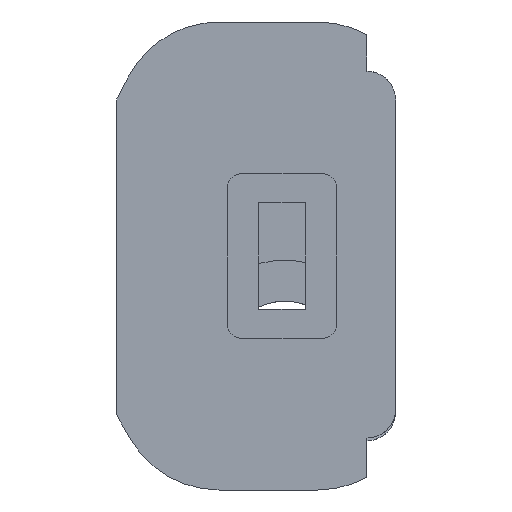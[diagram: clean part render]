
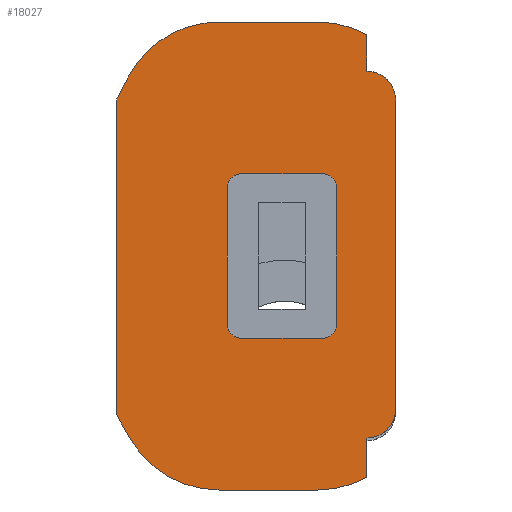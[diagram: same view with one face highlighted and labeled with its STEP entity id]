
A CAD part, left-side view. The second image highlights one B-rep face of the part: STEP entity #18027.
In plain terms, the highlighted planar face has unit normal (-1, 0, 0).
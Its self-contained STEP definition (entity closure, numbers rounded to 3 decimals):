
#2181=FACE_BOUND('',#3489,.T.);
#2280=CIRCLE('',#19056,1.);
#2281=CIRCLE('',#19059,1.);
#2285=CIRCLE('',#19088,2.1);
#2301=CIRCLE('',#19112,7.5);
#2302=CIRCLE('',#19114,7.5);
#2303=CIRCLE('',#19116,7.5);
#2304=CIRCLE('',#19119,7.5);
#2305=CIRCLE('',#19124,2.1);
#2306=CIRCLE('',#19125,1.);
#2307=CIRCLE('',#19126,1.);
#2480=FACE_OUTER_BOUND('',#3488,.T.);
#3488=EDGE_LOOP('',(#12565,#12566,#12567,#12568,#12569,#12570,#12571,#12572,
#12573,#12574,#12575,#12576,#12577,#12578));
#3489=EDGE_LOOP('',(#12579,#12580,#12581,#12582,#12583,#12584,#12585,#12586));
#4635=LINE('',#22308,#5964);
#4638=LINE('',#22316,#5967);
#4677=LINE('',#22414,#6006);
#4697=LINE('',#22491,#6026);
#4700=LINE('',#22500,#6029);
#4703=LINE('',#22504,#6032);
#4704=LINE('',#22506,#6033);
#4705=LINE('',#22508,#6034);
#4706=LINE('',#22509,#6035);
#4707=LINE('',#22512,#6036);
#4708=LINE('',#22514,#6037);
#4709=LINE('',#22518,#6038);
#5964=VECTOR('',#19881,10.);
#5967=VECTOR('',#19890,10.);
#6006=VECTOR('',#19987,10.);
#6026=VECTOR('',#20063,10.);
#6029=VECTOR('',#20072,10.);
#6032=VECTOR('',#20077,10.);
#6033=VECTOR('',#20080,10.);
#6034=VECTOR('',#20083,10.);
#6035=VECTOR('',#20084,10.);
#6036=VECTOR('',#20087,10.);
#6037=VECTOR('',#20088,10.);
#6038=VECTOR('',#20091,10.);
#7296=VERTEX_POINT('',#22300);
#7297=VERTEX_POINT('',#22302);
#7298=VERTEX_POINT('',#22306);
#7299=VERTEX_POINT('',#22310);
#7300=VERTEX_POINT('',#22314);
#7328=VERTEX_POINT('',#22406);
#7329=VERTEX_POINT('',#22408);
#7330=VERTEX_POINT('',#22412);
#7353=VERTEX_POINT('',#22471);
#7354=VERTEX_POINT('',#22473);
#7355=VERTEX_POINT('',#22477);
#7356=VERTEX_POINT('',#22479);
#7357=VERTEX_POINT('',#22483);
#7358=VERTEX_POINT('',#22485);
#7359=VERTEX_POINT('',#22489);
#7360=VERTEX_POINT('',#22493);
#7361=VERTEX_POINT('',#22495);
#7362=VERTEX_POINT('',#22499);
#7363=VERTEX_POINT('',#22510);
#7364=VERTEX_POINT('',#22513);
#7365=VERTEX_POINT('',#22515);
#7366=VERTEX_POINT('',#22517);
#9293=EDGE_CURVE('',#7297,#7296,#2280,.T.);
#9296=EDGE_CURVE('',#7296,#7298,#4635,.T.);
#9298=EDGE_CURVE('',#7298,#7299,#2281,.T.);
#9300=EDGE_CURVE('',#7299,#7300,#4638,.T.);
#9346=EDGE_CURVE('',#7328,#7329,#2285,.T.);
#9349=EDGE_CURVE('',#7328,#7330,#4677,.T.);
#9379=EDGE_CURVE('',#7353,#7354,#2301,.T.);
#9381=EDGE_CURVE('',#7356,#7355,#2302,.T.);
#9384=EDGE_CURVE('',#7358,#7357,#2303,.T.);
#9387=EDGE_CURVE('',#7357,#7359,#4697,.T.);
#9389=EDGE_CURVE('',#7361,#7360,#2304,.T.);
#9391=EDGE_CURVE('',#7362,#7361,#4700,.T.);
#9394=EDGE_CURVE('',#7355,#7329,#4703,.T.);
#9395=EDGE_CURVE('',#7354,#7358,#4704,.T.);
#9396=EDGE_CURVE('',#7362,#7359,#4705,.T.);
#9397=EDGE_CURVE('',#7356,#7360,#4706,.T.);
#9398=EDGE_CURVE('',#7363,#7330,#2305,.T.);
#9399=EDGE_CURVE('',#7363,#7353,#4707,.T.);
#9400=EDGE_CURVE('',#7364,#7297,#4708,.T.);
#9401=EDGE_CURVE('',#7300,#7365,#2306,.T.);
#9402=EDGE_CURVE('',#7365,#7366,#4709,.T.);
#9403=EDGE_CURVE('',#7366,#7364,#2307,.T.);
#12565=ORIENTED_EDGE('',*,*,#9379,.T.);
#12566=ORIENTED_EDGE('',*,*,#9395,.T.);
#12567=ORIENTED_EDGE('',*,*,#9384,.T.);
#12568=ORIENTED_EDGE('',*,*,#9387,.T.);
#12569=ORIENTED_EDGE('',*,*,#9396,.F.);
#12570=ORIENTED_EDGE('',*,*,#9391,.T.);
#12571=ORIENTED_EDGE('',*,*,#9389,.T.);
#12572=ORIENTED_EDGE('',*,*,#9397,.F.);
#12573=ORIENTED_EDGE('',*,*,#9381,.T.);
#12574=ORIENTED_EDGE('',*,*,#9394,.T.);
#12575=ORIENTED_EDGE('',*,*,#9346,.F.);
#12576=ORIENTED_EDGE('',*,*,#9349,.T.);
#12577=ORIENTED_EDGE('',*,*,#9398,.F.);
#12578=ORIENTED_EDGE('',*,*,#9399,.T.);
#12579=ORIENTED_EDGE('',*,*,#9400,.T.);
#12580=ORIENTED_EDGE('',*,*,#9293,.T.);
#12581=ORIENTED_EDGE('',*,*,#9296,.T.);
#12582=ORIENTED_EDGE('',*,*,#9298,.T.);
#12583=ORIENTED_EDGE('',*,*,#9300,.T.);
#12584=ORIENTED_EDGE('',*,*,#9401,.T.);
#12585=ORIENTED_EDGE('',*,*,#9402,.T.);
#12586=ORIENTED_EDGE('',*,*,#9403,.T.);
#17753=PLANE('',#19123);
#18027=ADVANCED_FACE('',(#2480,#2181),#17753,.T.);
#19056=AXIS2_PLACEMENT_3D('',#22303,#19875,#19876);
#19059=AXIS2_PLACEMENT_3D('',#22312,#19885,#19886);
#19088=AXIS2_PLACEMENT_3D('',#22409,#19981,#19982);
#19112=AXIS2_PLACEMENT_3D('',#22475,#20046,#20047);
#19114=AXIS2_PLACEMENT_3D('',#22480,#20051,#20052);
#19116=AXIS2_PLACEMENT_3D('',#22486,#20057,#20058);
#19119=AXIS2_PLACEMENT_3D('',#22496,#20067,#20068);
#19123=AXIS2_PLACEMENT_3D('',#22507,#20081,#20082);
#19124=AXIS2_PLACEMENT_3D('',#22511,#20085,#20086);
#19125=AXIS2_PLACEMENT_3D('',#22516,#20089,#20090);
#19126=AXIS2_PLACEMENT_3D('',#22519,#20092,#20093);
#19875=DIRECTION('center_axis',(1.,0.,0.));
#19876=DIRECTION('ref_axis',(0.,0.,-1.));
#19881=DIRECTION('',(0.,1.,0.));
#19885=DIRECTION('center_axis',(1.,0.,0.));
#19886=DIRECTION('ref_axis',(0.,1.,0.));
#19890=DIRECTION('',(0.,0.,1.));
#19981=DIRECTION('center_axis',(1.,0.,0.));
#19982=DIRECTION('ref_axis',(0.,-0.707,-0.707));
#19987=DIRECTION('',(0.,0.,1.));
#20046=DIRECTION('center_axis',(-1.,0.,0.));
#20047=DIRECTION('ref_axis',(0.,-1.,0.));
#20051=DIRECTION('center_axis',(-1.,0.,0.));
#20052=DIRECTION('ref_axis',(0.,0.,-1.));
#20057=DIRECTION('center_axis',(-1.,0.,0.));
#20058=DIRECTION('ref_axis',(0.,0.,1.));
#20063=DIRECTION('',(0.,0.454,-0.891));
#20067=DIRECTION('center_axis',(-1.,0.,0.));
#20068=DIRECTION('ref_axis',(0.,1.,0.));
#20072=DIRECTION('',(0.,-0.498,-0.867));
#20077=DIRECTION('',(0.,0.,1.));
#20080=DIRECTION('',(0.,1.,0.));
#20081=DIRECTION('center_axis',(-1.,0.,0.));
#20082=DIRECTION('ref_axis',(0.,0.,1.));
#20083=DIRECTION('',(0.,0.,1.));
#20084=DIRECTION('',(0.,1.,0.));
#20085=DIRECTION('center_axis',(1.,0.,0.));
#20086=DIRECTION('ref_axis',(0.,-0.707,0.707));
#20087=DIRECTION('',(0.,0.,1.));
#20088=DIRECTION('',(0.,0.,-1.));
#20089=DIRECTION('center_axis',(1.,0.,0.));
#20090=DIRECTION('ref_axis',(0.,0.,1.));
#20091=DIRECTION('',(0.,-1.,0.));
#20092=DIRECTION('center_axis',(1.,0.,0.));
#20093=DIRECTION('ref_axis',(0.,-1.,0.));
#22300=CARTESIAN_POINT('',(-3.1,5.3,-6.));
#22302=CARTESIAN_POINT('',(-3.1,4.3,-5.));
#22303=CARTESIAN_POINT('Origin',(-3.1,5.3,-5.));
#22306=CARTESIAN_POINT('',(-3.1,11.3,-6.));
#22308=CARTESIAN_POINT('',(-3.1,2.65,-6.));
#22310=CARTESIAN_POINT('',(-3.1,12.3,-5.));
#22312=CARTESIAN_POINT('Origin',(-3.1,11.3,-5.));
#22314=CARTESIAN_POINT('',(-3.1,12.3,5.));
#22316=CARTESIAN_POINT('',(-3.1,12.3,-11.05));
#22406=CARTESIAN_POINT('',(-3.1,0.,-11.2));
#22408=CARTESIAN_POINT('',(-3.1,2.1,-13.3));
#22409=CARTESIAN_POINT('Origin',(-3.1,2.1,-11.2));
#22412=CARTESIAN_POINT('',(-3.1,0.,11.4));
#22414=CARTESIAN_POINT('',(-3.1,0.,-17.1));
#22471=CARTESIAN_POINT('',(-3.1,2.1,16.18));
#22473=CARTESIAN_POINT('',(-3.1,5.7,17.1));
#22475=CARTESIAN_POINT('Origin',(-3.1,5.7,9.6));
#22477=CARTESIAN_POINT('',(-3.1,2.1,-16.18));
#22479=CARTESIAN_POINT('',(-3.1,5.7,-17.1));
#22480=CARTESIAN_POINT('Origin',(-3.1,5.7,-9.6));
#22483=CARTESIAN_POINT('',(-3.1,19.583,13.004));
#22485=CARTESIAN_POINT('',(-3.1,12.9,17.1));
#22486=CARTESIAN_POINT('Origin',(-3.1,12.9,9.6));
#22489=CARTESIAN_POINT('',(-3.1,20.4,11.4));
#22491=CARTESIAN_POINT('',(-3.1,23.653,5.012));
#22493=CARTESIAN_POINT('',(-3.1,12.9,-17.1));
#22495=CARTESIAN_POINT('',(-3.1,19.404,-13.334));
#22496=CARTESIAN_POINT('Origin',(-3.1,12.9,-9.6));
#22499=CARTESIAN_POINT('',(-3.1,20.4,-11.6));
#22500=CARTESIAN_POINT('',(-3.1,16.684,-18.073));
#22504=CARTESIAN_POINT('',(-3.1,2.1,-16.575));
#22506=CARTESIAN_POINT('',(-3.1,0.,17.1));
#22507=CARTESIAN_POINT('Origin',(-3.1,0.,-17.1));
#22508=CARTESIAN_POINT('',(-3.1,20.4,-8.55));
#22509=CARTESIAN_POINT('',(-3.1,18.6,-17.1));
#22510=CARTESIAN_POINT('',(-3.1,2.1,13.5));
#22511=CARTESIAN_POINT('Origin',(-3.1,2.1,11.4));
#22512=CARTESIAN_POINT('',(-3.1,2.1,-0.525));
#22513=CARTESIAN_POINT('',(-3.1,4.3,5.));
#22514=CARTESIAN_POINT('',(-3.1,4.3,-6.05));
#22515=CARTESIAN_POINT('',(-3.1,11.3,6.));
#22516=CARTESIAN_POINT('Origin',(-3.1,11.3,5.));
#22517=CARTESIAN_POINT('',(-3.1,5.3,6.));
#22518=CARTESIAN_POINT('',(-3.1,5.65,6.));
#22519=CARTESIAN_POINT('Origin',(-3.1,5.3,5.));
